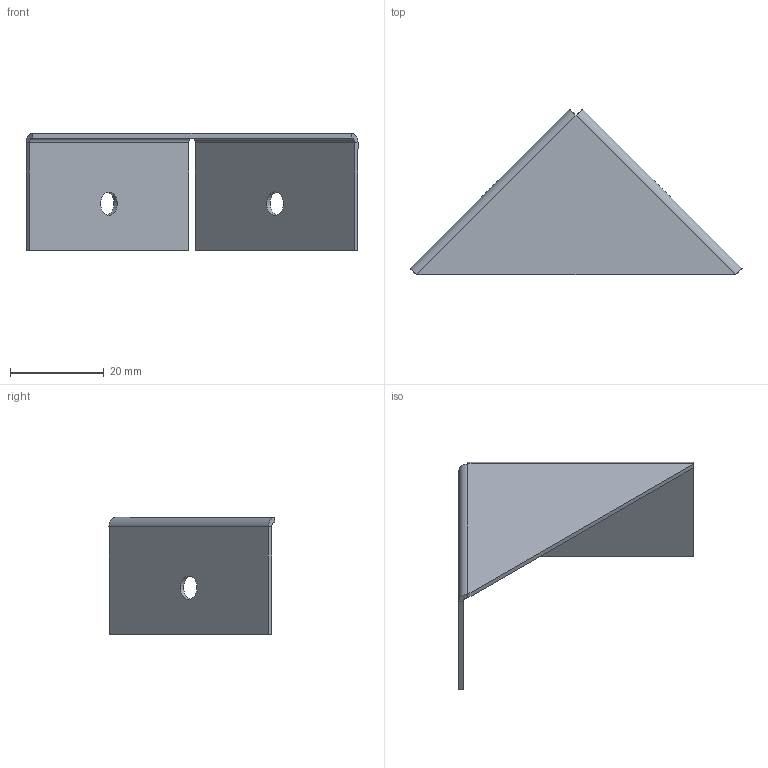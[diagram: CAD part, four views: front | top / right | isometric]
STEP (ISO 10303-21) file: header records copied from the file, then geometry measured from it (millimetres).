
FILE_DESCRIPTION(/* description */ (''),/* implementation_level */ '2;1');
FILE_NAME(/* name */ '',/* time_stamp */ '2023-05-18T12:20:39+03:00',/* author */ ('Ртищев А. О.'),/* organization */ (''),/* preprocessor_version */ 'ST-DEVELOPER v19.2',/* originating_system */ 'Autodesk Inventor 2023',/* authorisation */ '');
FILE_SCHEMA (('AUTOMOTIVE_DESIGN { 1 0 10303 214 3 1 1 }'));
Length unit declared in the file: millimetre
Products named in the file (1): ZKLZ100
Bounding box: 70.83 x 35.41 x 25 mm (x, y, z)
Volume: 3555.1 mm3; surface area: 7407.3 mm2
Topology: 1 solids, 1 shells, 23 faces, 47 edges, 26 vertices
Faces by surface type: plane 17, cylinder 6
Full cylindrical faces by diameter (mm): 5 x2
Entity records: 659 total; most frequent: DIRECTION 107, CARTESIAN_POINT 97, ORIENTED_EDGE 94, EDGE_CURVE 47, AXIS2_PLACEMENT_3D 36, LINE 35, VECTOR 35, EDGE_LOOP 27
